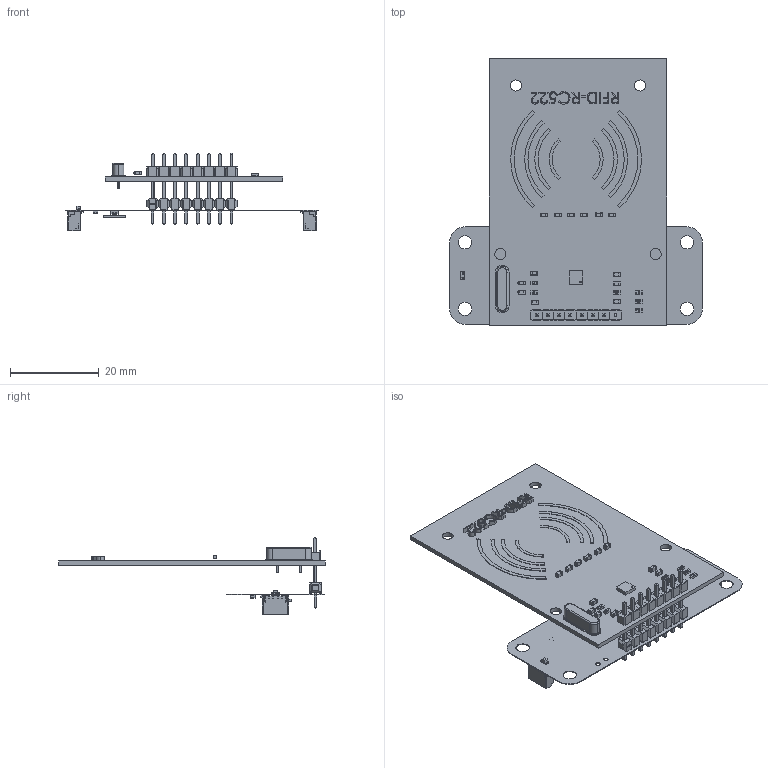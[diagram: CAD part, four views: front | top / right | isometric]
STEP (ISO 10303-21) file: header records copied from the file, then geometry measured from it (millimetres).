
FILE_DESCRIPTION(('Open CASCADE Model'),'2;1');
FILE_NAME('Open CASCADE Shape Model','2025-05-20T11:13:56',('Author'),( 'Open CASCADE'),'Open CASCADE STEP processor 7.5','Open CASCADE 7.5' ,'Unknown');
FILE_SCHEMA(('AUTOMOTIVE_DESIGN { 1 0 10303 214 1 1 1 1 }'));
Length unit declared in the file: millimetre
Products named in the file (44): PCB; Board; Open CASCADE STEP translator 7.5 35.1.1; STAT1; 0603 LED Green; Solid1; Solid4; J11; Conn_Harwin_M20-9990846_eec; Logo bar; Harwin; Connector base; Pin; U; DUELink-U-Connector-BM04B-SRSS-TB; D; DUELink-Connector-BM04B-SRSS-TB; R4; 4365189712; Extruded; 4365189472; C2; 0805 SMD Capacitor; C1; 5676140336; 5676140176; Free-Models; RC522-RFID; Part1; Part10; User Library-S-PWSON-N12; User Library-Header_Male_8Pin; User Library-SMD Ceramic Capacitors_0603 (1608)_CH; Part8; STM32-QFN32
Assembly tree (76 placements, depth 4):
  PCB
    Board
      Open CASCADE STEP translator 7.5 35.1.1
    STAT1
      0603 LED Green
        Solid1
        Solid4
        Solid1
        Solid1
        Solid4
        Solid1
        Solid1
        Solid1
    J11
      Conn_Harwin_M20-9990846_eec
        Logo bar
        Harwin
        Connector base  x8
        Pin  x8
    U
      DUELink-U-Connector-BM04B-SRSS-TB
    D
      DUELink-Connector-BM04B-SRSS-TB
    R4
      4365189712  x2
        Extruded
      4365189472
        Extruded
    C2
      0805 SMD Capacitor
    C1
      5676140336
        Extruded
      5676140176  x2
        Extruded
    Free-Models
      RC522-RFID
        Part1
        Part10
        User Library-S-PWSON-N12
        User Library-Header_Male_8Pin
        User Library-SMD Ceramic Capacitors_0603 (1608)_CH  x13
        Part8  x6
      STM32-QFN32
Bounding box: 57 x 60 x 17.36 mm (x, y, z)
Volume: 2971 mm3; surface area: 9426.8 mm2
Topology: 173 solids, 189 shells, 3480 faces, 9386 edges, 7676 vertices
Faces by surface type: plane 2277, cylinder 817, bspline 234, sphere 152
Full cylindrical faces by diameter (mm): 1.016 x2, 1.02 x8, 3 x4
Entity records: 82859 total; most frequent: CARTESIAN_POINT 19948, DIRECTION 10421, ORIENTED_EDGE 9288, LINE 5283, VECTOR 5283, EDGE_CURVE 4704, VERTEX_POINT 3052, AXIS2_PLACEMENT_3D 2569
